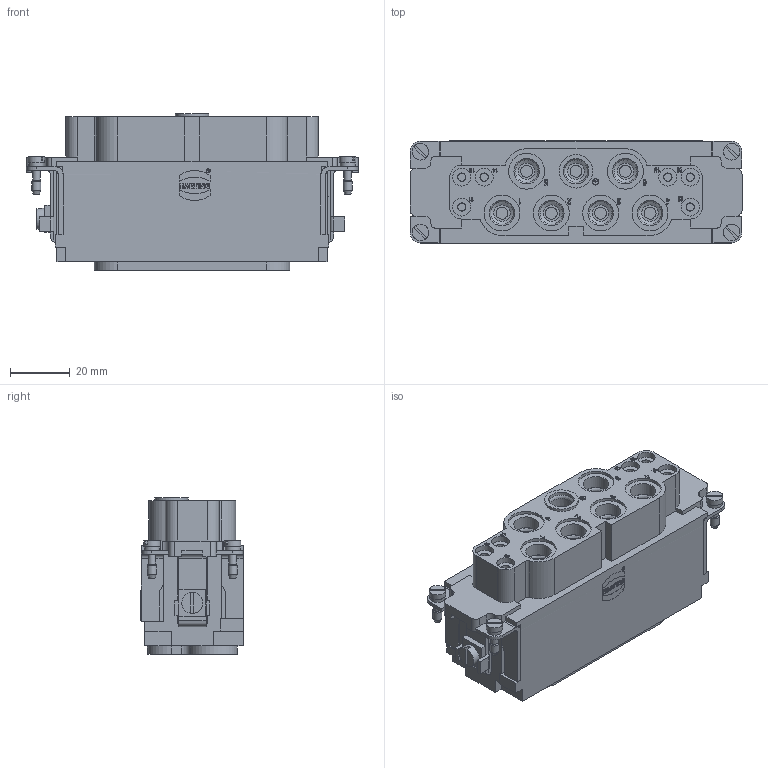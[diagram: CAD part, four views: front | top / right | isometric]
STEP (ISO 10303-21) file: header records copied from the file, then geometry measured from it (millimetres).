
FILE_DESCRIPTION(/* description */ (''),/* implementation_level */ '2;1');
FILE_NAME(/* name */ '100110675ugm000_c.stp',/* time_stamp */ '2019-08-27T08:18:22+02:00',/* author */ (''),/* organization */ (''),/* preprocessor_version */ 'ST-DEVELOPER v16.7',/* originating_system */ 'SIEMENS PLM Software NX 12.0',/* authorisation */ '');
FILE_SCHEMA (('AUTOMOTIVE_DESIGN { 1 0 10303 214 3 1 1 1 }'));
Products named in the file (1): 100110675ugm000_c
Bounding box: 111 x 34.2 x 52.2 mm (x, y, z)
Volume: 117412.6 mm3; surface area: 37271.5 mm2
Topology: 1 solids, 1 shells, 1524 faces, 4761 edges, 4080 vertices
Faces by surface type: plane 820, extrusion 413, cylinder 194, cone 69, bspline 14, torus 14
Full cylindrical faces by diameter (mm): 1.139 x1, 1.346 x1, 2 x1, 2.135 x1, 2.4 x1, 2.5 x4, 2.562 x1, 2.8 x6, 3 x4, 3.05 x6, 3.35 x1, 3.6 x6, 4 x7, 5 x4, 5.5 x11, 6 x13, 7 x1, 7.2 x7, 8 x14, 8.5 x14, 11.2 x1, 11.4 x1, 12 x13
Entity records: 65157 total; most frequent: CARTESIAN_POINT 14705, ORIENTED_EDGE 7492, DIRECTION 6344, EDGE_CURVE 3746, VECTOR 3044, LINE 2631, VERTEX_POINT 2572, PRESENTATION_STYLE_ASSIGNMENT 2254
